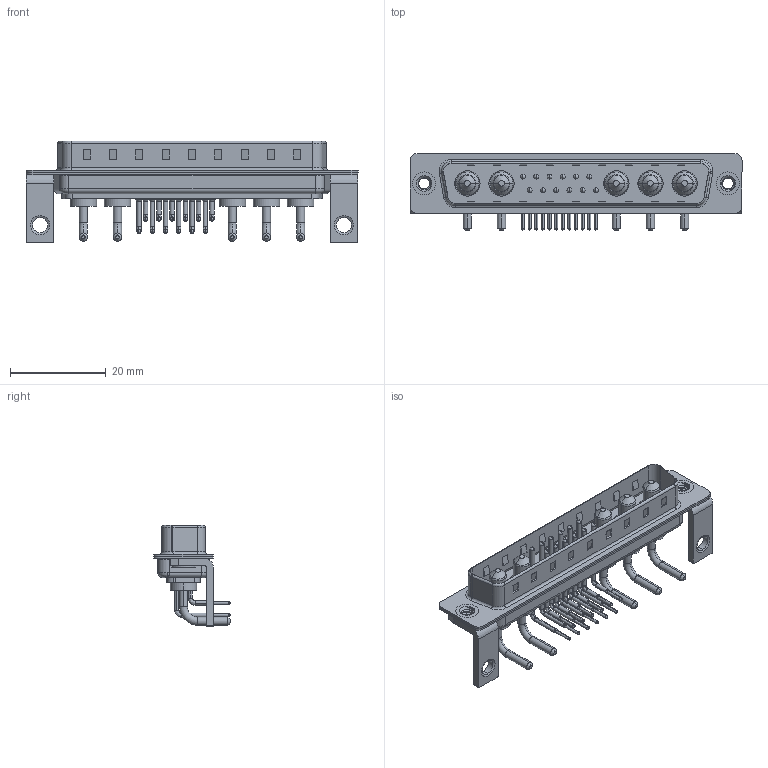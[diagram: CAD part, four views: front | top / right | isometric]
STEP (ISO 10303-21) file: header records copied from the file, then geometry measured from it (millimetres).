
FILE_DESCRIPTION (( 'STEP AP203' ), '1' );
FILE_NAME ('629-17W5240-1N4.STEP', '2022-05-14T21:29:04', ( '' ), ( '' ), 'SwSTEP 2.0', 'SolidWorks 2020', '' );
FILE_SCHEMA (( 'CONFIG_CONTROL_DESIGN' ));
Length unit declared in the file: millimetre
Products named in the file (9): Power Pin_10A RA; 629Combo Stabilizer Bracket; 629Combo Shell Front_37 Contacts; 629Combo Contact Row 1; 629Combo Shell Rear_37 Contacts; 629Combo Contact Row 2; 629-17W5240-1N4; 629Combo Threaded Rivet_3; 629Combo Housing_17W5
Assembly tree (24 placements, depth 2):
  629-17W5240-1N4
    629Combo Housing_17W5
    629Combo Shell Rear_37 Contacts
    629Combo Shell Front_37 Contacts
    629Combo Threaded Rivet_3  x2
    629Combo Stabilizer Bracket  x2
    Power Pin_10A RA  x5
    629Combo Contact Row 1  x6
    629Combo Contact Row 2  x6
Bounding box: 69.4 x 16.05 x 21.3 mm (x, y, z)
Volume: 4526.9 mm3; surface area: 10320.6 mm2
Topology: 29 solids, 29 shells, 1987 faces, 5355 edges, 3452 vertices
Faces by surface type: plane 1041, cylinder 696, cone 97, bspline 83, torus 70
Entity records: 26349 total; most frequent: CARTESIAN_POINT 5702, DIRECTION 4165, ORIENTED_EDGE 3922, EDGE_CURVE 1961, AXIS2_PLACEMENT_3D 1476, VERTEX_POINT 1263, VECTOR 1213, LINE 1213
